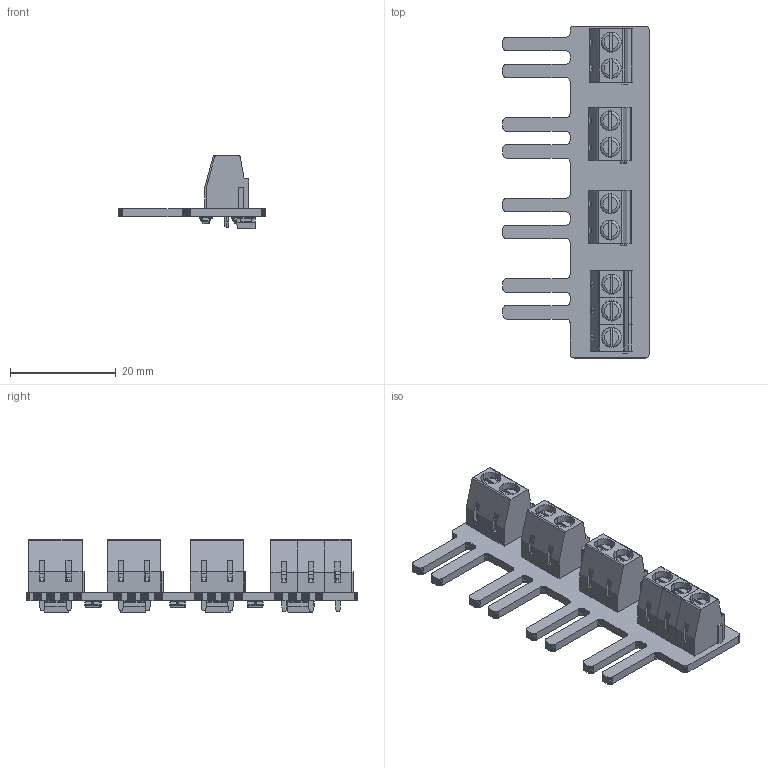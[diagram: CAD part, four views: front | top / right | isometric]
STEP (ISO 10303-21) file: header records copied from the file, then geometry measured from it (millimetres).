
FILE_DESCRIPTION(('KiCad electronic assembly'),'2;1');
FILE_NAME('12.2.0A - PLC Connector.step','2024-07-12T18:57:28',('Pcbnew' ),('Kicad'),'Open CASCADE STEP processor 7.7', 'KiCad to STEP converter','Unknown');
FILE_SCHEMA(('AUTOMOTIVE_DESIGN { 1 0 10303 214 1 1 1 1 }'));
Length unit declared in the file: millimetre
Products named in the file (10): 12.2.0A - PLC Connector 1; 1729128; XY128V-A-5.08-3P; SOT-23; SOT_23; D_SMB; 12.2.0 - PLC Connector PCB
Assembly tree (17 placements, depth 3):
  12.2.0A - PLC Connector 1
    1729128  x3
      1729128
    XY128V-A-5.08-3P
      XY128V-A-5.08-3P
    SOT-23  x4
      SOT_23
    D_SMB  x4
      D_SMB
    12.2.0 - PLC Connector PCB
Bounding box: 27.75 x 62.87 x 13.85 mm (x, y, z)
Volume: 4784.9 mm3; surface area: 9690.2 mm2
Topology: 49 solids, 54 shells, 1707 faces, 4375 edges, 2810 vertices
Faces by surface type: plane 1231, cylinder 268, bspline 148, torus 60
Full cylindrical faces by diameter (mm): 1.3 x9
Entity records: 67562 total; most frequent: CARTESIAN_POINT 13303, DIRECTION 9625, LINE 6837, VECTOR 6837, ORIENTED_EDGE 5162, PCURVE 5162, DEFINITIONAL_REPRESENTATION 5162, EDGE_CURVE 2581
